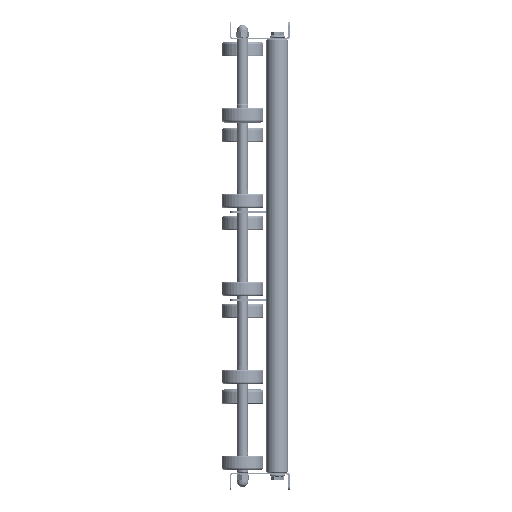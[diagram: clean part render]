
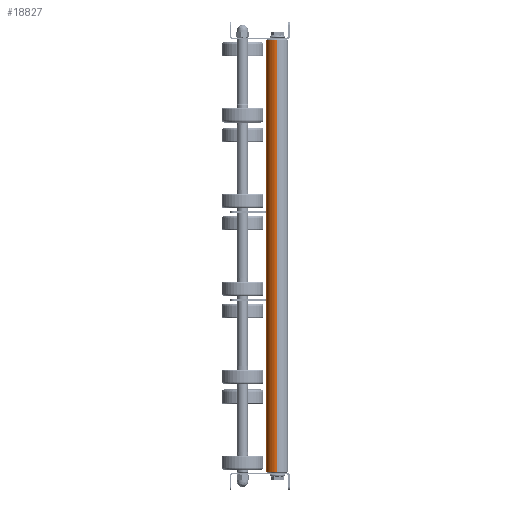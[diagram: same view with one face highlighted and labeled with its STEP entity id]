
A CAD part, left-side view. The second image highlights one B-rep face of the part: STEP entity #18827.
In plain terms, the highlighted cylindrical face has radius 12.5 mm (diameter 25 mm), a partial arc.
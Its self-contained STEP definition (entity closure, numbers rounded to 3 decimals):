
#12 = CYLINDRICAL_SURFACE ( 'NONE', #12050, 12.5 ) ;
#370 = VECTOR ( 'NONE', #3066, 1000. ) ;
#1572 = AXIS2_PLACEMENT_3D ( 'NONE', #11617, #14924, #18581 ) ;
#2662 = EDGE_CURVE ( 'NONE', #5513, #12720, #6768, .T. ) ;
#3066 = DIRECTION ( 'NONE',  ( -1., 0., 0. ) ) ;
#4593 = CARTESIAN_POINT ( 'NONE',  ( 500., 0., -12.5 ) ) ;
#4632 = EDGE_CURVE ( 'NONE', #5513, #9120, #5288, .T. ) ;
#5288 = CIRCLE ( 'NONE', #1572, 12.5 ) ;
#5301 = EDGE_CURVE ( 'NONE', #9120, #10204, #19145, .T. ) ;
#5513 = VERTEX_POINT ( 'NONE', #13552 ) ;
#6768 = LINE ( 'NONE', #10381, #18076 ) ;
#7582 = ORIENTED_EDGE ( 'NONE', *, *, #5301, .T. ) ;
#9120 = VERTEX_POINT ( 'NONE', #10988 ) ;
#10204 = VERTEX_POINT ( 'NONE', #12141 ) ;
#10267 = DIRECTION ( 'NONE',  ( -1., 0., 0. ) ) ;
#10378 = DIRECTION ( 'NONE',  ( 0., 0., 1. ) ) ;
#10381 = CARTESIAN_POINT ( 'NONE',  ( 500., 0., 12.5 ) ) ;
#10988 = CARTESIAN_POINT ( 'NONE',  ( 499., 0., -12.5 ) ) ;
#11484 = DIRECTION ( 'NONE',  ( 0., 0., -1. ) ) ;
#11617 = CARTESIAN_POINT ( 'NONE',  ( 499., 0., 0. ) ) ;
#11679 = ORIENTED_EDGE ( 'NONE', *, *, #2662, .F. ) ;
#12050 = AXIS2_PLACEMENT_3D ( 'NONE', #15972, #14344, #10378 ) ;
#12141 = CARTESIAN_POINT ( 'NONE',  ( 1., 0., -12.5 ) ) ;
#12536 = ORIENTED_EDGE ( 'NONE', *, *, #4632, .T. ) ;
#12720 = VERTEX_POINT ( 'NONE', #15932 ) ;
#13552 = CARTESIAN_POINT ( 'NONE',  ( 499., 0., 12.5 ) ) ;
#14344 = DIRECTION ( 'NONE',  ( -1., 0., 0. ) ) ;
#14924 = DIRECTION ( 'NONE',  ( -1., 0., 0. ) ) ;
#15128 = CARTESIAN_POINT ( 'NONE',  ( 1., 0., 0. ) ) ;
#15401 = EDGE_CURVE ( 'NONE', #10204, #12720, #22504, .T. ) ;
#15932 = CARTESIAN_POINT ( 'NONE',  ( 1., 0., 12.5 ) ) ;
#15972 = CARTESIAN_POINT ( 'NONE',  ( 500., 0., 0. ) ) ;
#18076 = VECTOR ( 'NONE', #10267, 1000. ) ;
#18581 = DIRECTION ( 'NONE',  ( 0., 0., -1. ) ) ;
#18672 = EDGE_LOOP ( 'NONE', ( #12536, #7582, #21590, #11679 ) ) ;
#18827 = ADVANCED_FACE ( 'NONE', ( #22976 ), #12, .T. ) ;
#19145 = LINE ( 'NONE', #4593, #370 ) ;
#19492 = AXIS2_PLACEMENT_3D ( 'NONE', #15128, #20448, #11484 ) ;
#20448 = DIRECTION ( 'NONE',  ( 1., 0., 0. ) ) ;
#21590 = ORIENTED_EDGE ( 'NONE', *, *, #15401, .T. ) ;
#22504 = CIRCLE ( 'NONE', #19492, 12.5 ) ;
#22976 = FACE_OUTER_BOUND ( 'NONE', #18672, .T. ) ;
